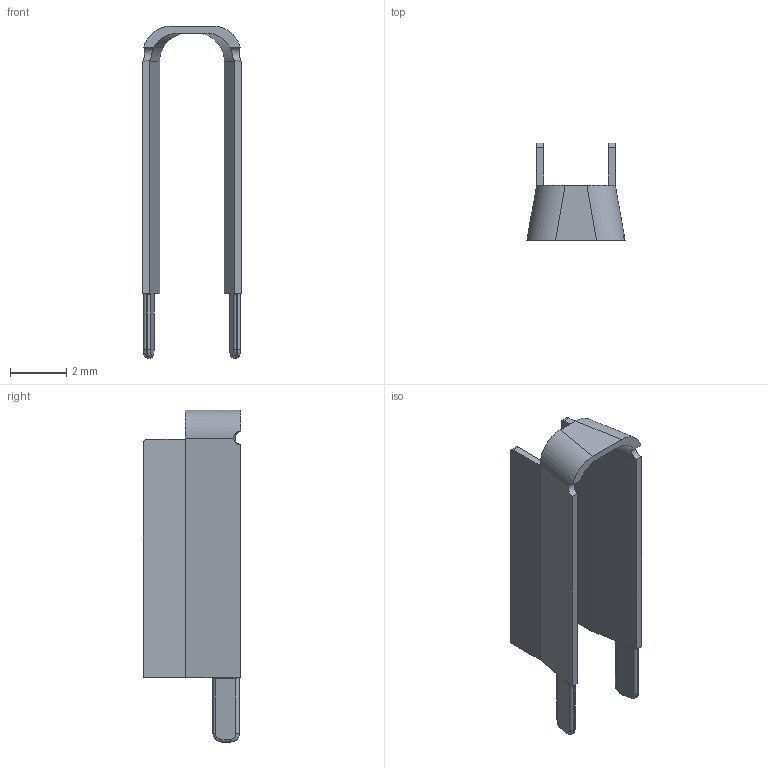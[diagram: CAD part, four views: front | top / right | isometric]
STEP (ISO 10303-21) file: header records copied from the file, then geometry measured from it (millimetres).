
FILE_DESCRIPTION(/* description */ (''),/* implementation_level */ '2;1');
FILE_NAME(/* name */ 'MC Metal connector.step',/* time_stamp */ '2024-08-28T11:31:52+06:00',/* author */ (''),/* organization */ (''),/* preprocessor_version */ 'ST-DEVELOPER v20',/* originating_system */ 'Autodesk Translation Framework v13.14.0.145',/* authorisation */ '');
FILE_SCHEMA (('AUTOMOTIVE_DESIGN { 1 0 10303 214 3 1 1 }'));
Length unit declared in the file: millimetre
Products named in the file (1): Metal connector
Bounding box: 3.5 x 3.47 x 11.85 mm (x, y, z)
Volume: 18 mm3; surface area: 157.3 mm2
Topology: 1 solids, 1 shells, 74 faces, 184 edges, 112 vertices
Faces by surface type: plane 34, cylinder 25, bspline 15
Entity records: 2680 total; most frequent: CARTESIAN_POINT 929, ORIENTED_EDGE 368, DIRECTION 347, EDGE_CURVE 184, AXIS2_PLACEMENT_3D 124, VERTEX_POINT 112, LINE 99, VECTOR 99
